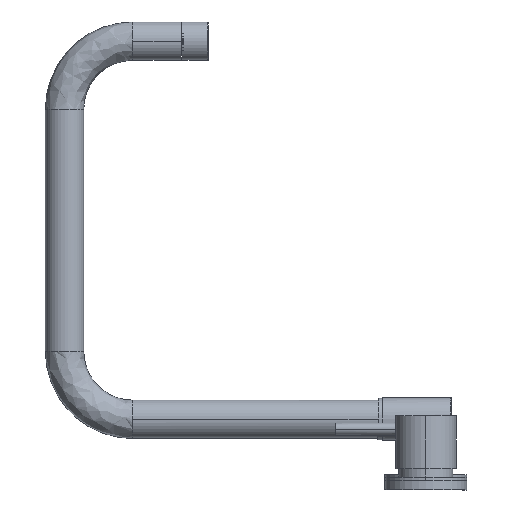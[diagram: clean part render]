
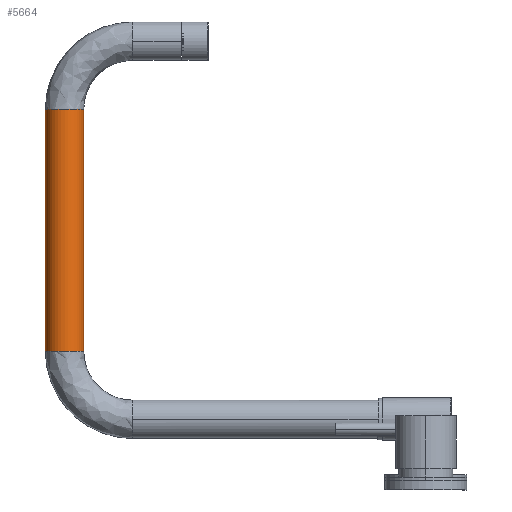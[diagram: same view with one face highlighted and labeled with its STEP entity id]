
A CAD part, left-side view. The second image highlights one B-rep face of the part: STEP entity #5664.
In plain terms, the highlighted cylindrical face has radius 12.7 mm (diameter 25.4 mm), a partial arc.
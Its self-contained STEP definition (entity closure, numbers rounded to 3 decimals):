
#1251 = LINE ( 'NONE', #9504, #19896 ) ;
#1831 = CARTESIAN_POINT ( 'NONE',  ( 0., 220., 205. ) ) ;
#3142 = CARTESIAN_POINT ( 'NONE',  ( 0., 194.6, 205. ) ) ;
#3558 = DIRECTION ( 'NONE',  ( 0., 0., 1. ) ) ;
#4802 = FACE_OUTER_BOUND ( 'NONE', #21683, .T. ) ;
#5074 = CARTESIAN_POINT ( 'NONE',  ( 0., 207.3, 45. ) ) ;
#5664 = ADVANCED_FACE ( 'NONE', ( #4802 ), #23860, .T. ) ;
#7292 = VERTEX_POINT ( 'NONE', #24790 ) ;
#9504 = CARTESIAN_POINT ( 'NONE',  ( 0., 220., 45. ) ) ;
#10886 = DIRECTION ( 'NONE',  ( 0., 0., -1. ) ) ;
#11434 = VECTOR ( 'NONE', #20812, 1000. ) ;
#11644 = EDGE_CURVE ( 'NONE', #7292, #25035, #17283, .T. ) ;
#11797 = ORIENTED_EDGE ( 'NONE', *, *, #11644, .F. ) ;
#12269 = CARTESIAN_POINT ( 'NONE',  ( 0., 194.6, 45. ) ) ;
#13275 = CARTESIAN_POINT ( 'NONE',  ( 0., 207.3, 45. ) ) ;
#13883 = EDGE_CURVE ( 'NONE', #25035, #21074, #1251, .T. ) ;
#14001 = EDGE_CURVE ( 'NONE', #25006, #21074, #21228, .T. ) ;
#14157 = ORIENTED_EDGE ( 'NONE', *, *, #14001, .T. ) ;
#15805 = DIRECTION ( 'NONE',  ( 0., -1., 0. ) ) ;
#16730 = CARTESIAN_POINT ( 'NONE',  ( 0., 207.3, 205. ) ) ;
#17283 = CIRCLE ( 'NONE', #19106, 12.7 ) ;
#18435 = CARTESIAN_POINT ( 'NONE',  ( 0., 220., 45. ) ) ;
#18961 = AXIS2_PLACEMENT_3D ( 'NONE', #16730, #22955, #27700 ) ;
#19106 = AXIS2_PLACEMENT_3D ( 'NONE', #13275, #10886, #25928 ) ;
#19896 = VECTOR ( 'NONE', #20292, 1000. ) ;
#20138 = ORIENTED_EDGE ( 'NONE', *, *, #13883, .F. ) ;
#20186 = AXIS2_PLACEMENT_3D ( 'NONE', #5074, #3558, #15805 ) ;
#20292 = DIRECTION ( 'NONE',  ( 0., 0., 1. ) ) ;
#20812 = DIRECTION ( 'NONE',  ( 0., 0., 1. ) ) ;
#21074 = VERTEX_POINT ( 'NONE', #1831 ) ;
#21228 = CIRCLE ( 'NONE', #18961, 12.7 ) ;
#21683 = EDGE_LOOP ( 'NONE', ( #20138, #11797, #24534, #14157 ) ) ;
#22938 = LINE ( 'NONE', #12269, #11434 ) ;
#22955 = DIRECTION ( 'NONE',  ( 0., 0., -1. ) ) ;
#23642 = EDGE_CURVE ( 'NONE', #7292, #25006, #22938, .T. ) ;
#23860 = CYLINDRICAL_SURFACE ( 'NONE', #20186, 12.7 ) ;
#24534 = ORIENTED_EDGE ( 'NONE', *, *, #23642, .T. ) ;
#24790 = CARTESIAN_POINT ( 'NONE',  ( 0., 194.6, 45. ) ) ;
#25006 = VERTEX_POINT ( 'NONE', #3142 ) ;
#25035 = VERTEX_POINT ( 'NONE', #18435 ) ;
#25928 = DIRECTION ( 'NONE',  ( 0., 1., 0. ) ) ;
#27700 = DIRECTION ( 'NONE',  ( 0., -1., 0. ) ) ;
